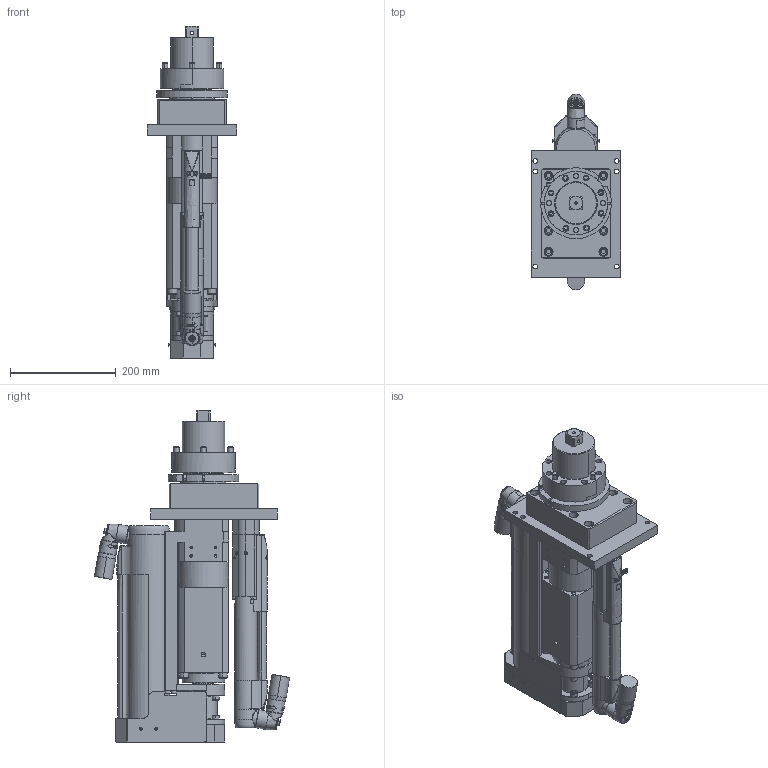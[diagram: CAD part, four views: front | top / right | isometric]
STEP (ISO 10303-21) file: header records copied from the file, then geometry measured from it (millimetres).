
FILE_DESCRIPTION((''),'2;1');
FILE_NAME('EXT_COMP_SW0009','2022-06-07T00:53:13',('INEdipo'),(''),'CREO PARAMETRIC BY PTC INC, 2020281','CREO PARAMETRIC BY PTC INC, 2020281','');
FILE_SCHEMA(('CONFIG_CONTROL_DESIGN','SHAPE_APPEARANCE_LAYERS_GROUPS'));
Products named in the file (1): EXT_COMP_SW0009
Bounding box: 170 x 369.89 x 628.5 mm (x, y, z)
Volume: 9445305 mm3; surface area: 820837.8 mm2
Topology: 2 solids, 3 shells, 5030 faces, 13179 edges, 8438 vertices
Faces by surface type: plane 2576, cylinder 843, extrusion 603, bspline 414, torus 298, cone 280, sphere 8, revolution 8
Entity records: 208329 total; most frequent: CARTESIAN_POINT 66338, ORIENTED_EDGE 26206, DIRECTION 21089, EDGE_CURVE 13103, VERTEX_POINT 8438, VECTOR 7839, LINE 7236, AXIS2_PLACEMENT_3D 6621
